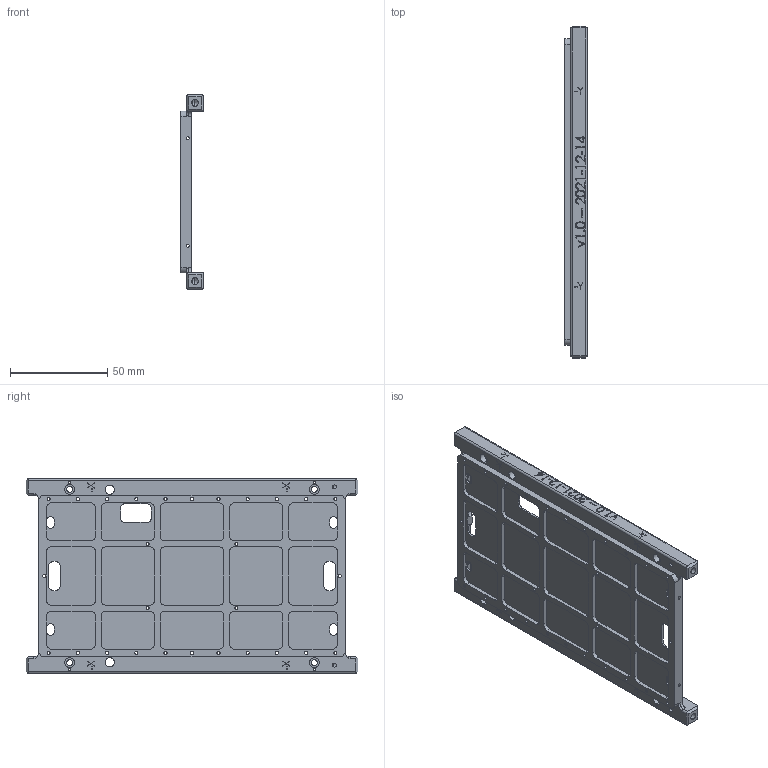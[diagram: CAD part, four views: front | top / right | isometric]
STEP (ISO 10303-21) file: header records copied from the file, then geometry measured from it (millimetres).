
FILE_DESCRIPTION (( 'STEP AP203' ), '1' );
FILE_NAME ('1.5U_-XFrame.STEP', '2022-01-09T18:42:14', ( '' ), ( '' ), 'SwSTEP 2.0', 'SolidWorks 2020', '' );
FILE_SCHEMA (( 'CONFIG_CONTROL_DESIGN' ));
Length unit declared in the file: millimetre
Products named in the file (1): 1.5U_-XFrame
Bounding box: 11.5 x 170.2 x 100 mm (x, y, z)
Volume: 43999 mm3; surface area: 43034.4 mm2
Topology: 1 solids, 1 shells, 799 faces, 2178 edges, 1414 vertices
Faces by surface type: plane 451, cylinder 240, bspline 80, cone 16, torus 12
Entity records: 33649 total; most frequent: CARTESIAN_POINT 13714, ORIENTED_EDGE 4348, DIRECTION 3750, EDGE_CURVE 2174, VERTEX_POINT 1414, VECTOR 1394, LINE 1394, AXIS2_PLACEMENT_3D 1178
